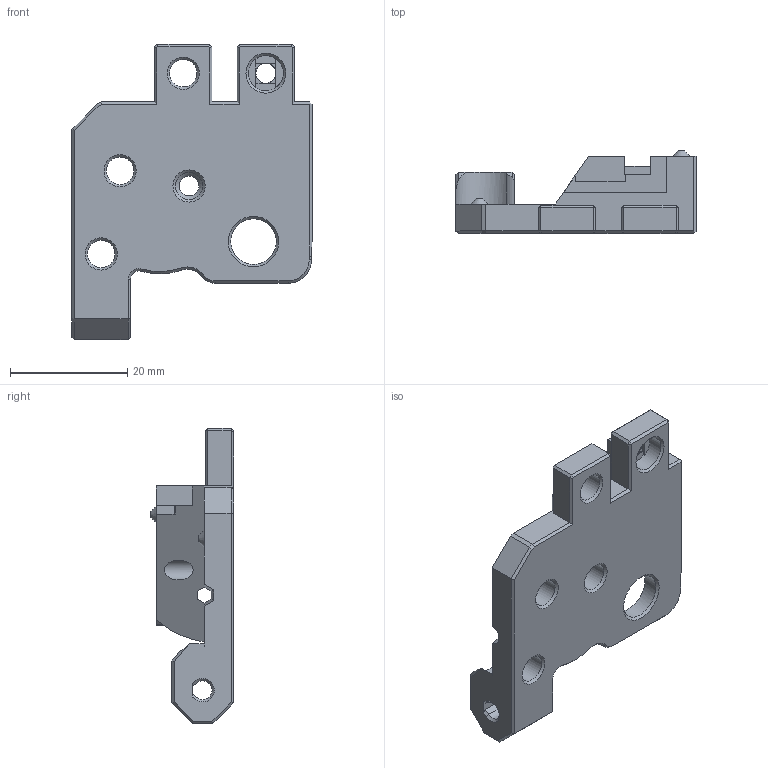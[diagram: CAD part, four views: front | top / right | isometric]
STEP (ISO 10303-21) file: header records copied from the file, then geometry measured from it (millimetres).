
FILE_DESCRIPTION (( 'STEP AP214' ), '1' );
FILE_NAME ('Encoder_Right_V_EREC.step', '2024-05-27T15:06:04', ( '' ), ( '' ), 'SwSTEP 2.0', 'SolidWorks 2024', '' );
FILE_SCHEMA (( 'AUTOMOTIVE_DESIGN' ));
Length unit declared in the file: millimetre
Products named in the file (1): Encoder_Right_V_EREC
Bounding box: 41 x 14.17 x 50.35 mm (x, y, z)
Volume: 8988.2 mm3; surface area: 5637.4 mm2
Topology: 1 solids, 1 shells, 399 faces, 1073 edges, 686 vertices
Faces by surface type: plane 246, bspline 91, cylinder 39, cone 21, torus 2
Full cylindrical faces by diameter (mm): 2.5 x1, 3.2 x1, 3.4 x2, 4.7 x5, 6 x1, 7.8 x1, 8.8 x1
Entity records: 13144 total; most frequent: CARTESIAN_POINT 3924, ORIENTED_EDGE 2078, DIRECTION 1559, EDGE_CURVE 1039, LINE 693, VECTOR 693, VERTEX_POINT 679, EDGE_LOOP 454
